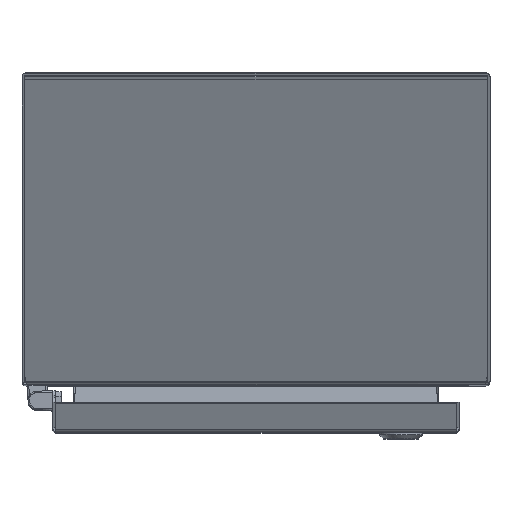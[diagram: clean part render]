
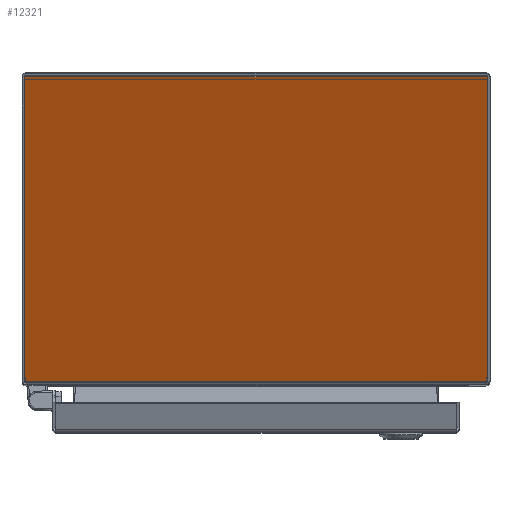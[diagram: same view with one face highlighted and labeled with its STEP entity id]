
A CAD part, top view. The second image highlights one B-rep face of the part: STEP entity #12321.
In plain terms, the highlighted planar face has unit normal (0, -0.423, 0.906).
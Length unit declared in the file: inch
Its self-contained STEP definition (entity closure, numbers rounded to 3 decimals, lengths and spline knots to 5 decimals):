
#3 = DIRECTION ( 'NONE',  ( 0.221, -0.884, -0.412 ) ) ;
#156 = CARTESIAN_POINT ( 'NONE',  ( -5.928, -0.101, 9.862 ) ) ;
#429 = CARTESIAN_POINT ( 'NONE',  ( 5.928, -7.78568, 6.27858 ) ) ;
#1038 = VERTEX_POINT ( 'NONE', #31395 ) ;
#2039 = VECTOR ( 'NONE', #17545, 39.37008 ) ;
#2457 = LINE ( 'NONE', #35302, #25657 ) ;
#2832 = EDGE_CURVE ( 'NONE', #36436, #22162, #54084, .T. ) ;
#3395 = CARTESIAN_POINT ( 'NONE',  ( -5.928, -7.93764, 6.20772 ) ) ;
#4403 = CARTESIAN_POINT ( 'NONE',  ( -5.928, -7.78568, 6.27858 ) ) ;
#5123 = ORIENTED_EDGE ( 'NONE', *, *, #33669, .T. ) ;
#7441 = DIRECTION ( 'NONE',  ( 0., -0.906, -0.423 ) ) ;
#8139 = ORIENTED_EDGE ( 'NONE', *, *, #12096, .T. ) ;
#9129 = LINE ( 'NONE', #30197, #2039 ) ;
#11384 = CARTESIAN_POINT ( 'NONE',  ( 5.89008, -7.93764, 6.20772 ) ) ;
#11561 = LINE ( 'NONE', #20786, #22334 ) ;
#12096 = EDGE_CURVE ( 'NONE', #53117, #23418, #9129, .T. ) ;
#12180 = LINE ( 'NONE', #3395, #30709 ) ;
#12321 = ADVANCED_FACE ( 'NONE', ( #16167 ), #48227, .T. ) ;
#15627 = CARTESIAN_POINT ( 'NONE',  ( -5.928, -0.101, 9.862 ) ) ;
#15701 = VECTOR ( 'NONE', #37163, 39.37008 ) ;
#16167 = FACE_OUTER_BOUND ( 'NONE', #45360, .T. ) ;
#17545 = DIRECTION ( 'NONE',  ( 0., 0.906, 0.423 ) ) ;
#19630 = EDGE_CURVE ( 'NONE', #22162, #1038, #11561, .T. ) ;
#20786 = CARTESIAN_POINT ( 'NONE',  ( -5.928, -7.78568, 6.27858 ) ) ;
#21741 = EDGE_CURVE ( 'NONE', #44028, #53117, #45094, .T. ) ;
#22162 = VERTEX_POINT ( 'NONE', #4403 ) ;
#22334 = VECTOR ( 'NONE', #3, 39.37008 ) ;
#23418 = VERTEX_POINT ( 'NONE', #41393 ) ;
#23591 = DIRECTION ( 'NONE',  ( 0., -0.423, 0.906 ) ) ;
#25657 = VECTOR ( 'NONE', #43542, 39.37008 ) ;
#26175 = CARTESIAN_POINT ( 'NONE',  ( 5.89008, -7.93764, 6.20772 ) ) ;
#27691 = EDGE_CURVE ( 'NONE', #23418, #36436, #2457, .T. ) ;
#30197 = CARTESIAN_POINT ( 'NONE',  ( 5.928, -0.101, 9.862 ) ) ;
#30709 = VECTOR ( 'NONE', #45254, 39.37008 ) ;
#31395 = CARTESIAN_POINT ( 'NONE',  ( -5.89008, -7.93764, 6.20772 ) ) ;
#33669 = EDGE_CURVE ( 'NONE', #1038, #44028, #12180, .T. ) ;
#35302 = CARTESIAN_POINT ( 'NONE',  ( -5.928, -0.101, 9.862 ) ) ;
#35548 = ORIENTED_EDGE ( 'NONE', *, *, #2832, .T. ) ;
#36436 = VERTEX_POINT ( 'NONE', #45410 ) ;
#36543 = ORIENTED_EDGE ( 'NONE', *, *, #21741, .T. ) ;
#37163 = DIRECTION ( 'NONE',  ( 0., -0.906, -0.423 ) ) ;
#41393 = CARTESIAN_POINT ( 'NONE',  ( 5.928, -0.101, 9.862 ) ) ;
#42904 = DIRECTION ( 'NONE',  ( 0.221, 0.884, 0.412 ) ) ;
#43542 = DIRECTION ( 'NONE',  ( -1., 0., 0. ) ) ;
#44028 = VERTEX_POINT ( 'NONE', #11384 ) ;
#45094 = LINE ( 'NONE', #26175, #45233 ) ;
#45233 = VECTOR ( 'NONE', #42904, 39.37008 ) ;
#45254 = DIRECTION ( 'NONE',  ( 1., 0., 0. ) ) ;
#45360 = EDGE_LOOP ( 'NONE', ( #35548, #49109, #5123, #36543, #8139, #45370 ) ) ;
#45370 = ORIENTED_EDGE ( 'NONE', *, *, #27691, .T. ) ;
#45410 = CARTESIAN_POINT ( 'NONE',  ( -5.928, -0.101, 9.862 ) ) ;
#48227 = PLANE ( 'NONE',  #50767 ) ;
#49109 = ORIENTED_EDGE ( 'NONE', *, *, #19630, .T. ) ;
#50767 = AXIS2_PLACEMENT_3D ( 'NONE', #15627, #23591, #7441 ) ;
#53117 = VERTEX_POINT ( 'NONE', #429 ) ;
#54084 = LINE ( 'NONE', #156, #15701 ) ;
